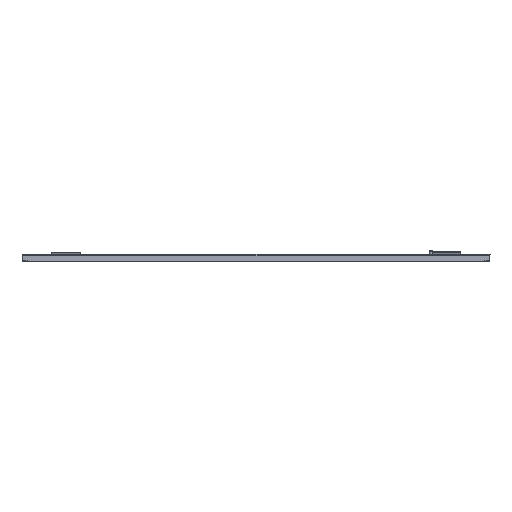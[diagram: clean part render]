
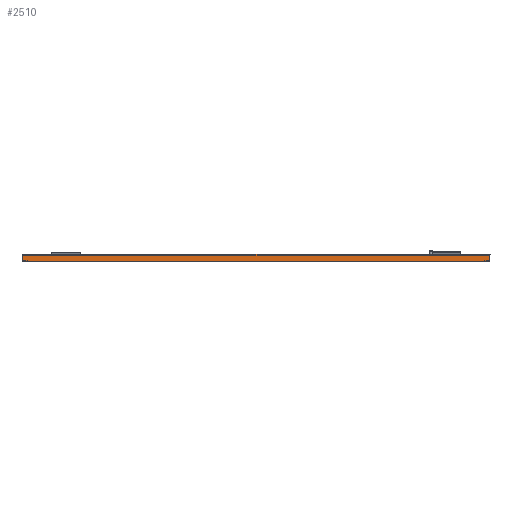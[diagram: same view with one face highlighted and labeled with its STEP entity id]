
A CAD part, left-side view. The second image highlights one B-rep face of the part: STEP entity #2510.
In plain terms, the highlighted planar face has unit normal (-1, 0, 0).
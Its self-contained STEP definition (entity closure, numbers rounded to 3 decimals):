
#112 = LINE ( 'NONE', #3388, #4137 ) ;
#167 = CARTESIAN_POINT ( 'NONE',  ( -900., 397.5, -1.4 ) ) ;
#186 = VERTEX_POINT ( 'NONE', #6781 ) ;
#448 = VERTEX_POINT ( 'NONE', #3430 ) ;
#460 = EDGE_CURVE ( 'NONE', #1326, #7359, #8699, .T. ) ;
#632 = DIRECTION ( 'NONE',  ( 0., 0., -1. ) ) ;
#710 = LINE ( 'NONE', #6977, #8053 ) ;
#807 = VECTOR ( 'NONE', #6210, 1000. ) ;
#880 = CARTESIAN_POINT ( 'NONE',  ( -900., -396.093, 10.6 ) ) ;
#1077 = CARTESIAN_POINT ( 'NONE',  ( -900., -396.093, 10.238 ) ) ;
#1114 = CARTESIAN_POINT ( 'NONE',  ( -900., 0., 10.6 ) ) ;
#1198 = DIRECTION ( 'NONE',  ( 0., 0., 1. ) ) ;
#1248 = CARTESIAN_POINT ( 'NONE',  ( -900., 396.093, 10.419 ) ) ;
#1326 = VERTEX_POINT ( 'NONE', #3671 ) ;
#1376 = ORIENTED_EDGE ( 'NONE', *, *, #1654, .T. ) ;
#1430 = CARTESIAN_POINT ( 'NONE',  ( -900., 396.093, 10.6 ) ) ;
#1654 = EDGE_CURVE ( 'NONE', #5958, #6758, #112, .T. ) ;
#1677 = ORIENTED_EDGE ( 'NONE', *, *, #2702, .T. ) ;
#1720 = CARTESIAN_POINT ( 'NONE',  ( -900., -396.093, 9.199 ) ) ;
#1800 = VERTEX_POINT ( 'NONE', #880 ) ;
#1801 = CARTESIAN_POINT ( 'NONE',  ( -900., 396.093, 10.6 ) ) ;
#1904 = DIRECTION ( 'NONE',  ( 0., 0., 1. ) ) ;
#1923 = EDGE_CURVE ( 'NONE', #186, #1800, #1973, .T. ) ;
#1973 = LINE ( 'NONE', #4733, #807 ) ;
#2361 = ORIENTED_EDGE ( 'NONE', *, *, #4198, .T. ) ;
#2510 = ADVANCED_FACE ( 'NONE', ( #8328 ), #4121, .F. ) ;
#2574 = DIRECTION ( 'NONE',  ( 1., 0., 0. ) ) ;
#2608 = ORIENTED_EDGE ( 'NONE', *, *, #4368, .T. ) ;
#2702 = EDGE_CURVE ( 'NONE', #1326, #186, #710, .T. ) ;
#2742 = CARTESIAN_POINT ( 'NONE',  ( -900., 396.093, 9.199 ) ) ;
#2805 = DIRECTION ( 'NONE',  ( 0., 0., 1. ) ) ;
#3029 = CARTESIAN_POINT ( 'NONE',  ( -900., 0., -1.4 ) ) ;
#3121 = CARTESIAN_POINT ( 'NONE',  ( -900., -396.093, 10.6 ) ) ;
#3388 = CARTESIAN_POINT ( 'NONE',  ( -900., 396.093, -1.4 ) ) ;
#3430 = CARTESIAN_POINT ( 'NONE',  ( -900., -396.093, 9.199 ) ) ;
#3499 = ORIENTED_EDGE ( 'NONE', *, *, #460, .F. ) ;
#3671 = CARTESIAN_POINT ( 'NONE',  ( -900., -397.5, -1.4 ) ) ;
#3804 = VERTEX_POINT ( 'NONE', #3121 ) ;
#3910 = VECTOR ( 'NONE', #8601, 1000. ) ;
#4112 = VECTOR ( 'NONE', #5967, 1000. ) ;
#4121 = PLANE ( 'NONE',  #8904 ) ;
#4137 = VECTOR ( 'NONE', #1198, 1000. ) ;
#4194 = CARTESIAN_POINT ( 'NONE',  ( -900., 396.093, 9.199 ) ) ;
#4198 = EDGE_CURVE ( 'NONE', #448, #3804, #5624, .T. ) ;
#4368 = EDGE_CURVE ( 'NONE', #1800, #448, #7066, .T. ) ;
#4473 = CARTESIAN_POINT ( 'NONE',  ( -900., -396.093, 10.6 ) ) ;
#4556 = CARTESIAN_POINT ( 'NONE',  ( -900., 397.5, 10.6 ) ) ;
#4705 = DIRECTION ( 'NONE',  ( 0., 1., 0. ) ) ;
#4733 = CARTESIAN_POINT ( 'NONE',  ( -900., -409.582, 10.6 ) ) ;
#4846 = EDGE_CURVE ( 'NONE', #3804, #8729, #8773, .T. ) ;
#4856 = CARTESIAN_POINT ( 'NONE',  ( -900., 0., 9.199 ) ) ;
#4923 = VECTOR ( 'NONE', #4705, 1000. ) ;
#4931 = DIRECTION ( 'NONE',  ( 0., 0., -1. ) ) ;
#5090 = LINE ( 'NONE', #7308, #3910 ) ;
#5175 = CARTESIAN_POINT ( 'NONE',  ( -900., -396.093, 9.485 ) ) ;
#5267 = ORIENTED_EDGE ( 'NONE', *, *, #8649, .F. ) ;
#5501 = LINE ( 'NONE', #8249, #7591 ) ;
#5624 = B_SPLINE_CURVE_WITH_KNOTS ( 'NONE', 3,
 ( #1720, #5175, #7347, #7978, #1077, #8685, #4473 ),
 .UNSPECIFIED., .F., .F.,
 ( 4, 3, 4 ),
 ( 0.005, 0.006, 0.007 ),
 .UNSPECIFIED. ) ;
#5675 = CARTESIAN_POINT ( 'NONE',  ( -900., -396.093, 10.6 ) ) ;
#5706 = VECTOR ( 'NONE', #4931, 1000. ) ;
#5880 = ORIENTED_EDGE ( 'NONE', *, *, #4846, .T. ) ;
#5958 = VERTEX_POINT ( 'NONE', #4194 ) ;
#5967 = DIRECTION ( 'NONE',  ( 0., 1., 0. ) ) ;
#6038 = EDGE_CURVE ( 'NONE', #6713, #6758, #5090, .T. ) ;
#6107 = B_SPLINE_CURVE_WITH_KNOTS ( 'NONE', 3,
 ( #2742, #7656, #8320, #6969, #8856, #1248, #1430 ),
 .UNSPECIFIED., .F., .F.,
 ( 4, 3, 4 ),
 ( 0.005, 0.006, 0.007 ),
 .UNSPECIFIED. ) ;
#6195 = EDGE_CURVE ( 'NONE', #6713, #7359, #5501, .T. ) ;
#6210 = DIRECTION ( 'NONE',  ( 0., 1., 0. ) ) ;
#6713 = VERTEX_POINT ( 'NONE', #4556 ) ;
#6758 = VERTEX_POINT ( 'NONE', #1801 ) ;
#6781 = CARTESIAN_POINT ( 'NONE',  ( -900., -397.5, 10.6 ) ) ;
#6969 = CARTESIAN_POINT ( 'NONE',  ( -900., 396.093, 10.056 ) ) ;
#6970 = ORIENTED_EDGE ( 'NONE', *, *, #1923, .T. ) ;
#6977 = CARTESIAN_POINT ( 'NONE',  ( -900., -397.5, 10.6 ) ) ;
#7047 = EDGE_LOOP ( 'NONE', ( #7363, #3499, #1677, #6970, #2608, #2361, #5880, #5267, #1376, #8302 ) ) ;
#7066 = LINE ( 'NONE', #5675, #5706 ) ;
#7308 = CARTESIAN_POINT ( 'NONE',  ( -900., 409.582, 10.6 ) ) ;
#7347 = CARTESIAN_POINT ( 'NONE',  ( -900., -396.093, 9.771 ) ) ;
#7359 = VERTEX_POINT ( 'NONE', #167 ) ;
#7363 = ORIENTED_EDGE ( 'NONE', *, *, #6195, .T. ) ;
#7591 = VECTOR ( 'NONE', #632, 1000. ) ;
#7656 = CARTESIAN_POINT ( 'NONE',  ( -900., 396.093, 9.485 ) ) ;
#7735 = CARTESIAN_POINT ( 'NONE',  ( -900., 396.093, 10.6 ) ) ;
#7978 = CARTESIAN_POINT ( 'NONE',  ( -900., -396.093, 10.056 ) ) ;
#8053 = VECTOR ( 'NONE', #2805, 1000. ) ;
#8249 = CARTESIAN_POINT ( 'NONE',  ( -900., 397.5, -1.4 ) ) ;
#8302 = ORIENTED_EDGE ( 'NONE', *, *, #6038, .F. ) ;
#8320 = CARTESIAN_POINT ( 'NONE',  ( -900., 396.093, 9.771 ) ) ;
#8328 = FACE_OUTER_BOUND ( 'NONE', #7047, .T. ) ;
#8601 = DIRECTION ( 'NONE',  ( 0., -1., 0. ) ) ;
#8649 = EDGE_CURVE ( 'NONE', #5958, #8729, #6107, .T. ) ;
#8685 = CARTESIAN_POINT ( 'NONE',  ( -900., -396.093, 10.419 ) ) ;
#8699 = LINE ( 'NONE', #3029, #4112 ) ;
#8729 = VERTEX_POINT ( 'NONE', #7735 ) ;
#8773 = LINE ( 'NONE', #1114, #4923 ) ;
#8856 = CARTESIAN_POINT ( 'NONE',  ( -900., 396.093, 10.238 ) ) ;
#8904 = AXIS2_PLACEMENT_3D ( 'NONE', #4856, #2574, #1904 ) ;
